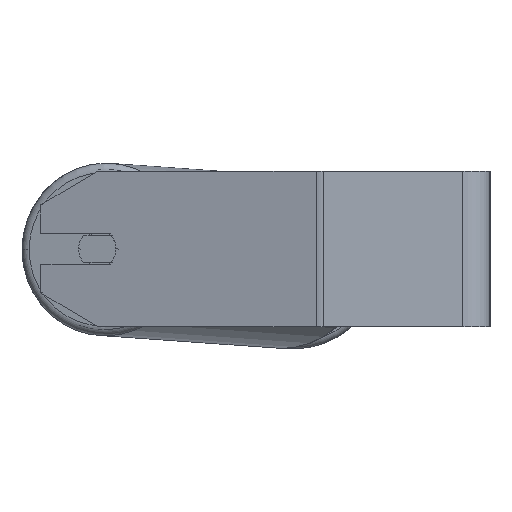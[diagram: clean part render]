
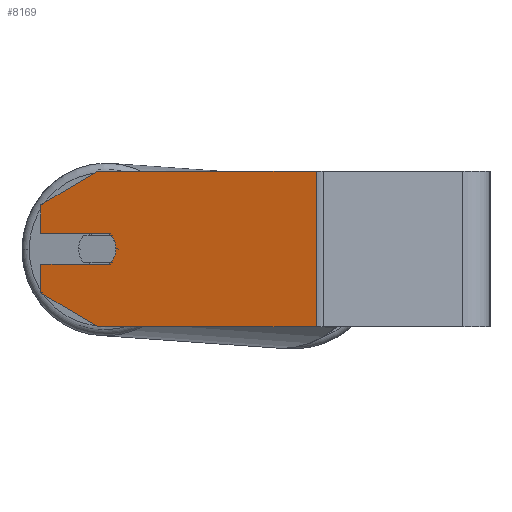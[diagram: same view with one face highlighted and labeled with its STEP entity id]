
A CAD part, left-side view. The second image highlights one B-rep face of the part: STEP entity #8169.
In plain terms, the highlighted planar face has unit normal (-0.966, 0.259, 0).
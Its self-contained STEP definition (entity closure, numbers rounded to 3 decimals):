
#68 = CARTESIAN_POINT ( 'NONE',  ( -575.863, 196.449, -8. ) ) ;
#88 = CIRCLE ( 'NONE', #5190, 10. ) ;
#90 = VERTEX_POINT ( 'NONE', #3674 ) ;
#282 = CARTESIAN_POINT ( 'NONE',  ( -604.523, 89.488, -40. ) ) ;
#335 = DIRECTION ( 'NONE',  ( 0.259, 0.966, 0. ) ) ;
#363 = VERTEX_POINT ( 'NONE', #4689 ) ;
#366 = CARTESIAN_POINT ( 'NONE',  ( -574.31, 202.245, 0. ) ) ;
#673 = DIRECTION ( 'NONE',  ( -0.259, -0.966, 0. ) ) ;
#914 = EDGE_CURVE ( 'NONE', #5889, #8015, #7201, .T. ) ;
#1039 = CARTESIAN_POINT ( 'NONE',  ( -575.863, 196.449, 8. ) ) ;
#1081 = EDGE_CURVE ( 'NONE', #1943, #7602, #7958, .T. ) ;
#1116 = CARTESIAN_POINT ( 'NONE',  ( -566.545, 231.222, 40. ) ) ;
#1204 = PLANE ( 'NONE',  #2280 ) ;
#1252 = ORIENTED_EDGE ( 'NONE', *, *, #7902, .F. ) ;
#1304 = VERTEX_POINT ( 'NONE', #5809 ) ;
#1459 = EDGE_CURVE ( 'NONE', #3244, #1943, #6110, .T. ) ;
#1484 = CARTESIAN_POINT ( 'NONE',  ( -566.545, 231.222, 40. ) ) ;
#1779 = ORIENTED_EDGE ( 'NONE', *, *, #3752, .T. ) ;
#1899 = ORIENTED_EDGE ( 'NONE', *, *, #2375, .F. ) ;
#1943 = VERTEX_POINT ( 'NONE', #5307 ) ;
#2088 = CIRCLE ( 'NONE', #6192, 10. ) ;
#2280 = AXIS2_PLACEMENT_3D ( 'NONE', #3907, #6612, #4027 ) ;
#2332 = ORIENTED_EDGE ( 'NONE', *, *, #5909, .T. ) ;
#2375 = EDGE_CURVE ( 'NONE', #7426, #5207, #88, .T. ) ;
#2450 = EDGE_CURVE ( 'NONE', #8015, #7602, #4441, .T. ) ;
#2601 = EDGE_CURVE ( 'NONE', #5889, #3714, #3160, .T. ) ;
#2727 = CARTESIAN_POINT ( 'NONE',  ( -574.31, 202.245, 0. ) ) ;
#2796 = ORIENTED_EDGE ( 'NONE', *, *, #7188, .F. ) ;
#3037 = VECTOR ( 'NONE', #5650, 1000. ) ;
#3150 = ORIENTED_EDGE ( 'NONE', *, *, #1081, .T. ) ;
#3160 = LINE ( 'NONE', #5899, #8723 ) ;
#3240 = VECTOR ( 'NONE', #5817, 1000. ) ;
#3244 = VERTEX_POINT ( 'NONE', #7686 ) ;
#3532 = LINE ( 'NONE', #1484, #6932 ) ;
#3625 = EDGE_CURVE ( 'NONE', #5207, #1304, #2088, .T. ) ;
#3674 = CARTESIAN_POINT ( 'NONE',  ( -566.545, 231.222, 8. ) ) ;
#3714 = VERTEX_POINT ( 'NONE', #6481 ) ;
#3739 = CARTESIAN_POINT ( 'NONE',  ( -566.545, 231.222, 40. ) ) ;
#3752 = EDGE_CURVE ( 'NONE', #3714, #90, #8467, .T. ) ;
#3854 = ORIENTED_EDGE ( 'NONE', *, *, #3625, .F. ) ;
#3907 = CARTESIAN_POINT ( 'NONE',  ( -566.545, 231.222, 40. ) ) ;
#3922 = CARTESIAN_POINT ( 'NONE',  ( -566.545, 231.222, -40. ) ) ;
#3960 = DIRECTION ( 'NONE',  ( -0.259, -0.966, 0. ) ) ;
#4027 = DIRECTION ( 'NONE',  ( 0.259, 0.966, 0. ) ) ;
#4135 = DIRECTION ( 'NONE',  ( -0.259, -0.966, 0. ) ) ;
#4326 = ORIENTED_EDGE ( 'NONE', *, *, #914, .F. ) ;
#4377 = VECTOR ( 'NONE', #335, 1000. ) ;
#4441 = LINE ( 'NONE', #6399, #8144 ) ;
#4529 = DIRECTION ( 'NONE',  ( 0.224, 0.837, -0.5 ) ) ;
#4602 = VECTOR ( 'NONE', #3960, 1000. ) ;
#4689 = CARTESIAN_POINT ( 'NONE',  ( -566.545, 231.222, -8. ) ) ;
#4691 = CARTESIAN_POINT ( 'NONE',  ( -574.31, 202.245, -40. ) ) ;
#5004 = CARTESIAN_POINT ( 'NONE',  ( -576.898, 192.585, 0. ) ) ;
#5068 = DIRECTION ( 'NONE',  ( -0.966, 0.259, 0. ) ) ;
#5190 = AXIS2_PLACEMENT_3D ( 'NONE', #366, #5068, #6440 ) ;
#5207 = VERTEX_POINT ( 'NONE', #5004 ) ;
#5307 = CARTESIAN_POINT ( 'NONE',  ( -574.31, 202.245, -40. ) ) ;
#5449 = DIRECTION ( 'NONE',  ( -0.224, -0.837, -0.5 ) ) ;
#5483 = CARTESIAN_POINT ( 'NONE',  ( -574.31, 202.245, 40. ) ) ;
#5650 = DIRECTION ( 'NONE',  ( -0.259, -0.966, 0. ) ) ;
#5667 = ORIENTED_EDGE ( 'NONE', *, *, #1459, .T. ) ;
#5809 = CARTESIAN_POINT ( 'NONE',  ( -575.863, 196.449, 8. ) ) ;
#5816 = FACE_OUTER_BOUND ( 'NONE', #7353, .T. ) ;
#5817 = DIRECTION ( 'NONE',  ( 0., 0., -1. ) ) ;
#5889 = VERTEX_POINT ( 'NONE', #5483 ) ;
#5899 = CARTESIAN_POINT ( 'NONE',  ( -566.545, 231.222, 22.679 ) ) ;
#5909 = EDGE_CURVE ( 'NONE', #363, #3244, #3532, .T. ) ;
#6099 = DIRECTION ( 'NONE',  ( 0., 0., -1. ) ) ;
#6110 = LINE ( 'NONE', #4691, #7999 ) ;
#6127 = CARTESIAN_POINT ( 'NONE',  ( -575.863, 196.449, -8. ) ) ;
#6192 = AXIS2_PLACEMENT_3D ( 'NONE', #2727, #7499, #4135 ) ;
#6213 = LINE ( 'NONE', #6127, #7080 ) ;
#6399 = CARTESIAN_POINT ( 'NONE',  ( -604.523, 89.488, 40. ) ) ;
#6440 = DIRECTION ( 'NONE',  ( -0.259, -0.966, 0. ) ) ;
#6481 = CARTESIAN_POINT ( 'NONE',  ( -566.545, 231.222, 22.679 ) ) ;
#6485 = DIRECTION ( 'NONE',  ( 0., 0., -1. ) ) ;
#6612 = DIRECTION ( 'NONE',  ( 0.966, -0.259, 0. ) ) ;
#6932 = VECTOR ( 'NONE', #6099, 1000. ) ;
#6963 = CARTESIAN_POINT ( 'NONE',  ( -604.523, 89.488, 40. ) ) ;
#7080 = VECTOR ( 'NONE', #673, 1000. ) ;
#7188 = EDGE_CURVE ( 'NONE', #1304, #90, #8440, .T. ) ;
#7201 = LINE ( 'NONE', #3739, #3037 ) ;
#7353 = EDGE_LOOP ( 'NONE', ( #1899, #1252, #2332, #5667, #3150, #8605, #4326, #8268, #1779, #2796, #3854 ) ) ;
#7426 = VERTEX_POINT ( 'NONE', #68 ) ;
#7499 = DIRECTION ( 'NONE',  ( -0.966, 0.259, 0. ) ) ;
#7602 = VERTEX_POINT ( 'NONE', #282 ) ;
#7686 = CARTESIAN_POINT ( 'NONE',  ( -566.545, 231.222, -22.679 ) ) ;
#7902 = EDGE_CURVE ( 'NONE', #363, #7426, #6213, .T. ) ;
#7958 = LINE ( 'NONE', #3922, #4602 ) ;
#7999 = VECTOR ( 'NONE', #5449, 1000. ) ;
#8015 = VERTEX_POINT ( 'NONE', #6963 ) ;
#8144 = VECTOR ( 'NONE', #6485, 1000. ) ;
#8169 = ADVANCED_FACE ( 'NONE', ( #5816 ), #1204, .F. ) ;
#8268 = ORIENTED_EDGE ( 'NONE', *, *, #2601, .T. ) ;
#8440 = LINE ( 'NONE', #1039, #4377 ) ;
#8467 = LINE ( 'NONE', #1116, #3240 ) ;
#8605 = ORIENTED_EDGE ( 'NONE', *, *, #2450, .F. ) ;
#8723 = VECTOR ( 'NONE', #4529, 1000. ) ;
